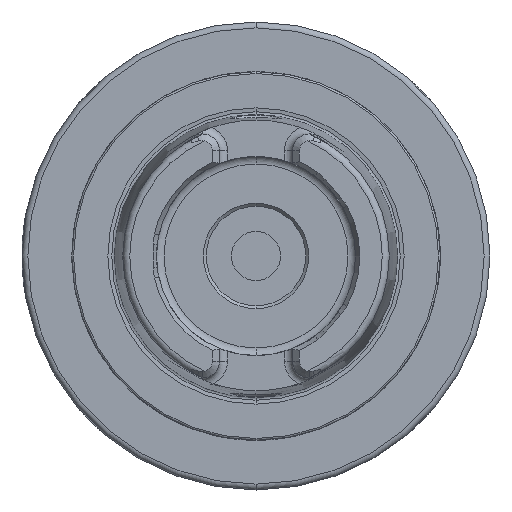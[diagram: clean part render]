
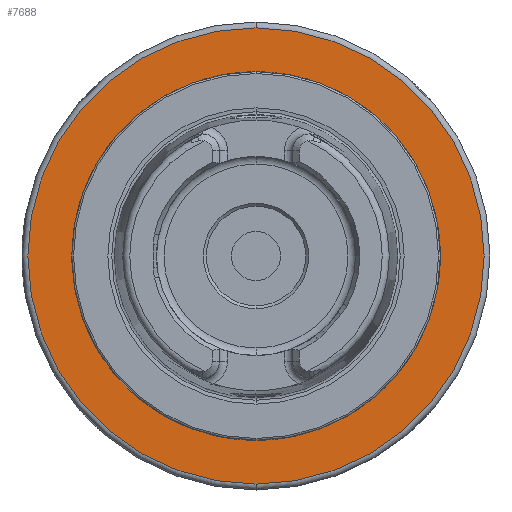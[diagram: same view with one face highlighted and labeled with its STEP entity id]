
A CAD part, left-side view. The second image highlights one B-rep face of the part: STEP entity #7688.
In plain terms, the highlighted planar face has unit normal (-1, 0, 0).
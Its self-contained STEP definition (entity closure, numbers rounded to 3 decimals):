
#242 = CIRCLE ( 'NONE', #243, 27. ) ;
#243 = AXIS2_PLACEMENT_3D ( 'NONE', #9969, #9968, #9967 ) ;
#870 = DIRECTION ( 'NONE',  ( 0., 0., 1. ) ) ;
#872 = DIRECTION ( 'NONE',  ( 0., 0., 1. ) ) ;
#873 = DIRECTION ( 'NONE',  ( -1., 0., 0. ) ) ;
#874 = CARTESIAN_POINT ( 'NONE',  ( 42., 0., 0. ) ) ;
#875 = DIRECTION ( 'NONE',  ( -1., 0., 0. ) ) ;
#876 = CARTESIAN_POINT ( 'NONE',  ( 42., 0., 0. ) ) ;
#2231 = EDGE_CURVE ( 'NONE', #11789, #11790, #8587, .T. ) ;
#2235 = EDGE_CURVE ( 'NONE', #11785, #11784, #242, .T. ) ;
#3915 = DIRECTION ( 'NONE',  ( 0., 0., -1. ) ) ;
#3922 = PLANE ( 'NONE',  #9141 ) ;
#3927 = FACE_BOUND ( 'NONE', #11187, .T. ) ;
#3939 = CARTESIAN_POINT ( 'NONE',  ( 42., 27., 0. ) ) ;
#4027 = DIRECTION ( 'NONE',  ( 1., 0., 0. ) ) ;
#4041 = FACE_OUTER_BOUND ( 'NONE', #11179, .T. ) ;
#5784 = CARTESIAN_POINT ( 'NONE',  ( 42., 0., 27. ) ) ;
#5786 = CARTESIAN_POINT ( 'NONE',  ( 42., 0., -27. ) ) ;
#5793 = CARTESIAN_POINT ( 'NONE',  ( 42., 0., 39. ) ) ;
#5795 = CARTESIAN_POINT ( 'NONE',  ( 42., 0., -39. ) ) ;
#7192 = CIRCLE ( 'NONE', #7195, 27. ) ;
#7194 = CIRCLE ( 'NONE', #7197, 39. ) ;
#7195 = AXIS2_PLACEMENT_3D ( 'NONE', #876, #873, #872 ) ;
#7197 = AXIS2_PLACEMENT_3D ( 'NONE', #874, #875, #870 ) ;
#7688 = ADVANCED_FACE ( 'NONE', ( #3927, #4041 ), #3922, .F. ) ;
#8587 = CIRCLE ( 'NONE', #8588, 39. ) ;
#8588 = AXIS2_PLACEMENT_3D ( 'NONE', #9988, #9987, #9986 ) ;
#9141 = AXIS2_PLACEMENT_3D ( 'NONE', #3939, #4027, #3915 ) ;
#9425 = EDGE_CURVE ( 'NONE', #11784, #11785, #7192, .T. ) ;
#9426 = EDGE_CURVE ( 'NONE', #11790, #11789, #7194, .T. ) ;
#9967 = DIRECTION ( 'NONE',  ( 0., 0., 1. ) ) ;
#9968 = DIRECTION ( 'NONE',  ( -1., 0., 0. ) ) ;
#9969 = CARTESIAN_POINT ( 'NONE',  ( 42., 0., 0. ) ) ;
#9986 = DIRECTION ( 'NONE',  ( 0., 0., 1. ) ) ;
#9987 = DIRECTION ( 'NONE',  ( -1., 0., 0. ) ) ;
#9988 = CARTESIAN_POINT ( 'NONE',  ( 42., 0., 0. ) ) ;
#11179 = EDGE_LOOP ( 'NONE', ( #13000, #13001 ) ) ;
#11187 = EDGE_LOOP ( 'NONE', ( #12998, #12999 ) ) ;
#11784 = VERTEX_POINT ( 'NONE', #5784 ) ;
#11785 = VERTEX_POINT ( 'NONE', #5786 ) ;
#11789 = VERTEX_POINT ( 'NONE', #5793 ) ;
#11790 = VERTEX_POINT ( 'NONE', #5795 ) ;
#12998 = ORIENTED_EDGE ( 'NONE', *, *, #9425, .F. ) ;
#12999 = ORIENTED_EDGE ( 'NONE', *, *, #2235, .F. ) ;
#13000 = ORIENTED_EDGE ( 'NONE', *, *, #2231, .T. ) ;
#13001 = ORIENTED_EDGE ( 'NONE', *, *, #9426, .T. ) ;
